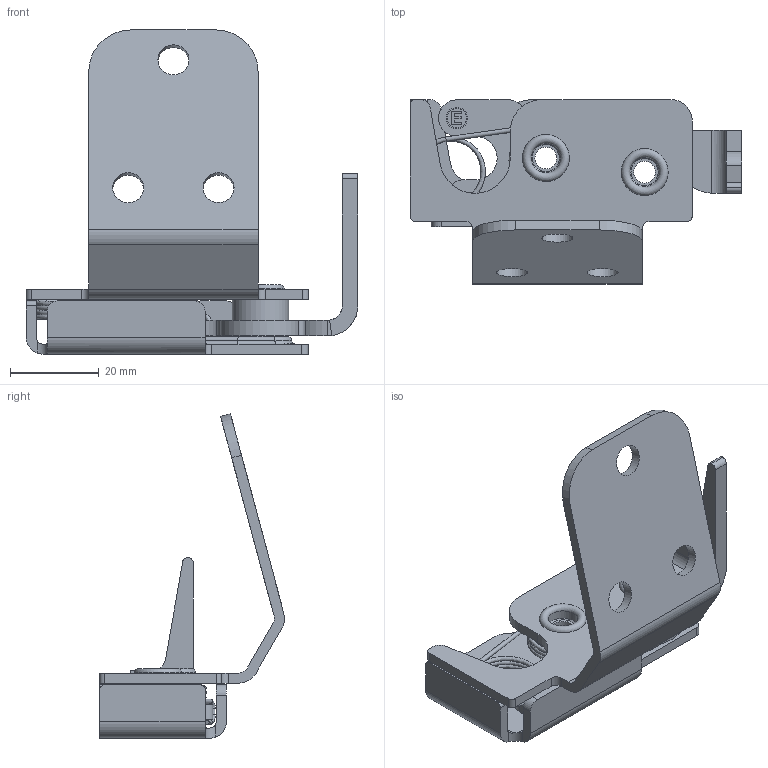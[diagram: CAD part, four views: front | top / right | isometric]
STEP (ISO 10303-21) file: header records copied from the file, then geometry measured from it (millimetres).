
FILE_DESCRIPTION(/* description */ (''),/* implementation_level */ '2;1');
FILE_NAME(/* name */ '79-231-ML.stp',/* time_stamp */ '2022-01-31T10:30:12-05:00',/* author */ ('RBernot'),/* organization */ (''),/* preprocessor_version */ 'ST-DEVELOPER v18.1',/* originating_system */ 'Autodesk Inventor 2020',/* authorisation */ '');
FILE_SCHEMA (('AUTOMOTIVE_DESIGN { 1 0 10303 214 3 1 1 }'));
Length unit declared in the file: inch
Products named in the file (2): 79-231-ML; 79-231-ML_Substitute_1
Assembly tree (1 placements, depth 2):
  79-231-ML
    79-231-ML_Substitute_1
Bounding box: 74.66 x 41.61 x 73 mm (x, y, z)
Volume: 18954.6 mm3; surface area: 19523.3 mm2
Topology: 1 solids, 1 shells, 626 faces, 1761 edges, 1142 vertices
Faces by surface type: plane 397, cylinder 128, bspline 69, torus 24, cone 8
Full cylindrical faces by diameter (mm): 1.016 x2, 2.337 x1, 3.175 x1, 4.318 x2, 4.826 x2, 4.917 x2, 6.629 x4, 6.985 x3, 8.42 x4, 11.112 x2, 11.367 x2, 12.7 x2
Entity records: 24249 total; most frequent: CARTESIAN_POINT 7504, ORIENTED_EDGE 3524, DIRECTION 3053, EDGE_CURVE 1762, LINE 1177, VECTOR 1177, VERTEX_POINT 1142, AXIS2_PLACEMENT_3D 938
